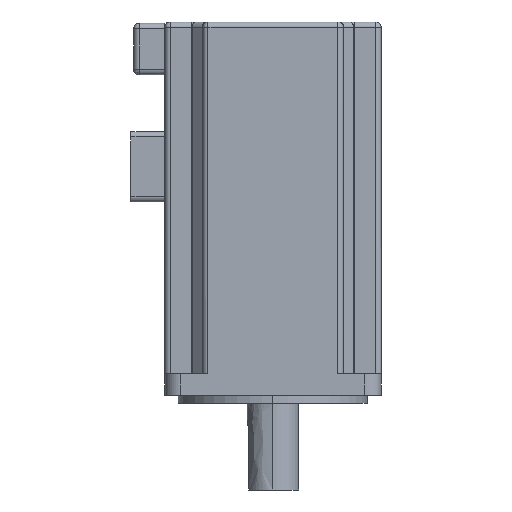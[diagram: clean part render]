
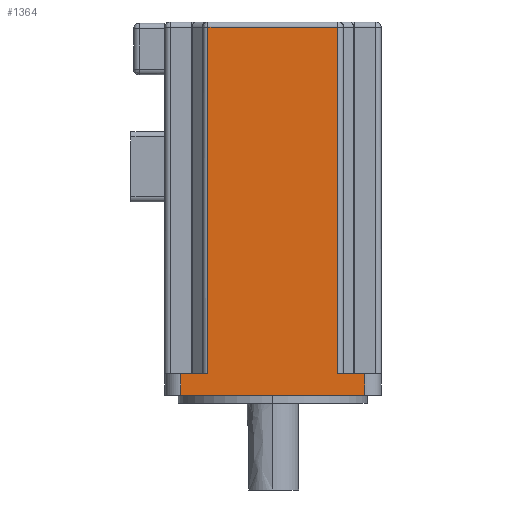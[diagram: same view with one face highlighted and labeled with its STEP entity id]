
A CAD part, left-side view. The second image highlights one B-rep face of the part: STEP entity #1364.
In plain terms, the highlighted free-form (B-spline) face has degree [1, 1] with [2, 2] control points.
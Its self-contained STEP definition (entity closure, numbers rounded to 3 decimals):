
#731 = VERTEX_POINT('',#732);
#732 = CARTESIAN_POINT('',(-54.525,-32.715,
    58.615));
#738 = EDGE_CURVE('',#731,#739,#741,.T.);
#739 = VERTEX_POINT('',#740);
#740 = CARTESIAN_POINT('',(-54.525,-46.346,
    58.615));
#741 = B_SPLINE_CURVE_WITH_KNOTS('',1,(#742,#743),.UNSPECIFIED.,.F.,.F.,
  (2,2),(58.,68.),.PIECEWISE_BEZIER_KNOTS.);
#742 = CARTESIAN_POINT('',(-54.525,-32.715,
    58.615));
#743 = CARTESIAN_POINT('',(-54.525,-46.346,
    58.615));
#995 = EDGE_CURVE('',#996,#998,#1000,.T.);
#996 = VERTEX_POINT('',#997);
#997 = CARTESIAN_POINT('',(-54.525,46.346,
    58.615));
#998 = VERTEX_POINT('',#999);
#999 = CARTESIAN_POINT('',(-54.525,32.715,
    58.615));
#1000 = B_SPLINE_CURVE_WITH_KNOTS('',1,(#1001,#1002),.UNSPECIFIED.,.F.,
  .F.,(2,2),(0.,10.),.PIECEWISE_BEZIER_KNOTS.);
#1001 = CARTESIAN_POINT('',(-54.525,46.346,
    58.615));
#1002 = CARTESIAN_POINT('',(-54.525,32.715,
    58.615));
#1121 = VERTEX_POINT('',#1122);
#1122 = CARTESIAN_POINT('',(-54.525,-46.346,
    47.709));
#1130 = EDGE_CURVE('',#1131,#1121,#1133,.T.);
#1131 = VERTEX_POINT('',#1132);
#1132 = CARTESIAN_POINT('',(-54.525,46.346,
    47.709));
#1133 = B_SPLINE_CURVE_WITH_KNOTS('',1,(#1134,#1135),.UNSPECIFIED.,.F.,
  .F.,(2,2),(0.,68.),.PIECEWISE_BEZIER_KNOTS.);
#1134 = CARTESIAN_POINT('',(-54.525,46.346,
    47.709));
#1135 = CARTESIAN_POINT('',(-54.525,-46.346,
    47.709));
#1231 = EDGE_CURVE('',#739,#1121,#1232,.T.);
#1232 = B_SPLINE_CURVE_WITH_KNOTS('',1,(#1233,#1234),.UNSPECIFIED.,.F.,
  .F.,(2,2),(-0.,8.),.PIECEWISE_BEZIER_KNOTS.);
#1233 = CARTESIAN_POINT('',(-54.525,-46.346,
    58.615));
#1234 = CARTESIAN_POINT('',(-54.525,-46.346,
    47.709));
#1351 = EDGE_CURVE('',#996,#1131,#1352,.T.);
#1352 = B_SPLINE_CURVE_WITH_KNOTS('',1,(#1353,#1354),.UNSPECIFIED.,.F.,
  .F.,(2,2),(-0.,8.),.PIECEWISE_BEZIER_KNOTS.);
#1353 = CARTESIAN_POINT('',(-54.525,46.346,
    58.615));
#1354 = CARTESIAN_POINT('',(-54.525,46.346,
    47.709));
#1364 = ADVANCED_FACE('',(#1365),#1391,.F.);
#1365 = FACE_BOUND('',#1366,.T.);
#1366 = EDGE_LOOP('',(#1367,#1374,#1381,#1386,#1387,#1388,#1389,#1390));
#1367 = ORIENTED_EDGE('',*,*,#1368,.F.);
#1368 = EDGE_CURVE('',#1369,#731,#1371,.T.);
#1369 = VERTEX_POINT('',#1370);
#1370 = CARTESIAN_POINT('',(-54.525,-32.715,
    233.095));
#1371 = B_SPLINE_CURVE_WITH_KNOTS('',1,(#1372,#1373),.UNSPECIFIED.,.F.,
  .F.,(2,2),(2.,130.),.PIECEWISE_BEZIER_KNOTS.);
#1372 = CARTESIAN_POINT('',(-54.525,-32.715,
    233.095));
#1373 = CARTESIAN_POINT('',(-54.525,-32.715,
    58.615));
#1374 = ORIENTED_EDGE('',*,*,#1375,.T.);
#1375 = EDGE_CURVE('',#1369,#1376,#1378,.T.);
#1376 = VERTEX_POINT('',#1377);
#1377 = CARTESIAN_POINT('',(-54.525,32.715,
    233.095));
#1378 = B_SPLINE_CURVE_WITH_KNOTS('',1,(#1379,#1380),.UNSPECIFIED.,.F.,
  .F.,(2,2),(-48.,0.),.PIECEWISE_BEZIER_KNOTS.);
#1379 = CARTESIAN_POINT('',(-54.525,-32.715,
    233.095));
#1380 = CARTESIAN_POINT('',(-54.525,32.715,
    233.095));
#1381 = ORIENTED_EDGE('',*,*,#1382,.T.);
#1382 = EDGE_CURVE('',#1376,#998,#1383,.T.);
#1383 = B_SPLINE_CURVE_WITH_KNOTS('',1,(#1384,#1385),.UNSPECIFIED.,.F.,
  .F.,(2,2),(2.,130.),.PIECEWISE_BEZIER_KNOTS.);
#1384 = CARTESIAN_POINT('',(-54.525,32.715,
    233.095));
#1385 = CARTESIAN_POINT('',(-54.525,32.715,
    58.615));
#1386 = ORIENTED_EDGE('',*,*,#995,.F.);
#1387 = ORIENTED_EDGE('',*,*,#1351,.T.);
#1388 = ORIENTED_EDGE('',*,*,#1130,.T.);
#1389 = ORIENTED_EDGE('',*,*,#1231,.F.);
#1390 = ORIENTED_EDGE('',*,*,#738,.F.);
#1391 = B_SPLINE_SURFACE_WITH_KNOTS('',1,1,(
    (#1392,#1393)
    ,(#1394,#1395
    )),.UNSPECIFIED.,.F.,.F.,.F.,(2,2),(2,2),(-68.,0.),(-8.,128.),
  .PIECEWISE_BEZIER_KNOTS.);
#1392 = CARTESIAN_POINT('',(-54.525,-46.346,
    47.709));
#1393 = CARTESIAN_POINT('',(-54.525,-46.346,
    233.095));
#1394 = CARTESIAN_POINT('',(-54.525,46.346,
    47.709));
#1395 = CARTESIAN_POINT('',(-54.525,46.346,
    233.095));
